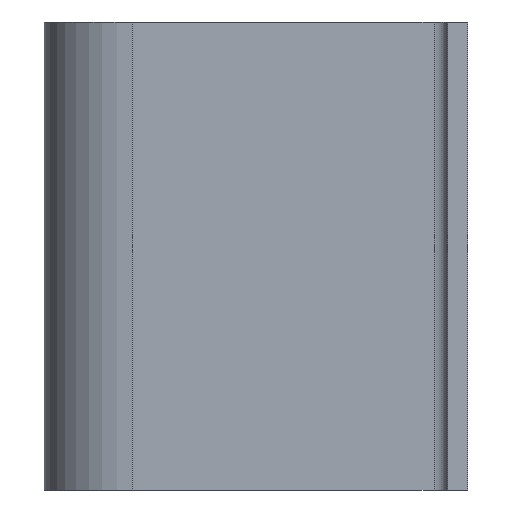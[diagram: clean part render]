
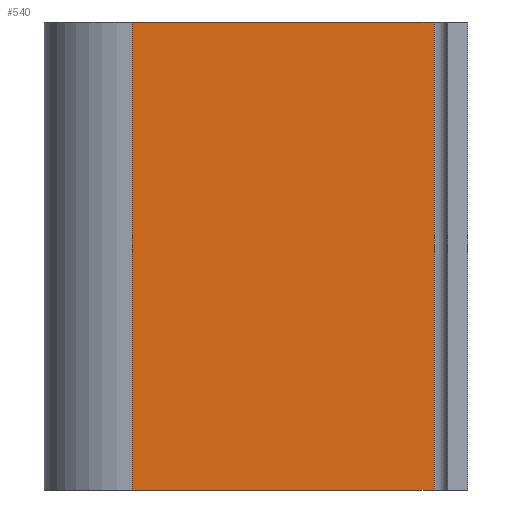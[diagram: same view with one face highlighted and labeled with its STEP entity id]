
A CAD part, left-side view. The second image highlights one B-rep face of the part: STEP entity #540.
In plain terms, the highlighted planar face has unit normal (-1, 0, 0).
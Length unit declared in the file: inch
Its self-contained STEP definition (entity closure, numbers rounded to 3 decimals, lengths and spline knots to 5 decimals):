
#16 = ORIENTED_EDGE ( 'NONE', *, *, #866, .F. ) ;
#31 = CARTESIAN_POINT ( 'NONE',  ( 0.029, 0.099, -0.069 ) ) ;
#69 = DIRECTION ( 'NONE',  ( 0., -1., 0. ) ) ;
#142 = DIRECTION ( 'NONE',  ( 0., 0., -1. ) ) ;
#222 = CARTESIAN_POINT ( 'NONE',  ( 0.029, 0.099, 0.069 ) ) ;
#251 = VECTOR ( 'NONE', #743, 39.37008 ) ;
#272 = VERTEX_POINT ( 'NONE', #543 ) ;
#284 = LINE ( 'NONE', #787, #898 ) ;
#297 = EDGE_CURVE ( 'NONE', #541, #399, #284, .T. ) ;
#303 = ORIENTED_EDGE ( 'NONE', *, *, #297, .F. ) ;
#305 = DIRECTION ( 'NONE',  ( 1., 0., 0. ) ) ;
#307 = EDGE_LOOP ( 'NONE', ( #988, #16, #303, #534 ) ) ;
#387 = CARTESIAN_POINT ( 'NONE',  ( 0.029, 0.099, -0.069 ) ) ;
#399 = VERTEX_POINT ( 'NONE', #874 ) ;
#534 = ORIENTED_EDGE ( 'NONE', *, *, #926, .T. ) ;
#540 = ADVANCED_FACE ( 'NONE', ( #725 ), #881, .F. ) ;
#541 = VERTEX_POINT ( 'NONE', #640 ) ;
#543 = CARTESIAN_POINT ( 'NONE',  ( 0.029, 0.01, -0.069 ) ) ;
#564 = DIRECTION ( 'NONE',  ( 0., 1., 0. ) ) ;
#640 = CARTESIAN_POINT ( 'NONE',  ( 0.029, 0.099, 0.069 ) ) ;
#662 = LINE ( 'NONE', #387, #977 ) ;
#704 = VERTEX_POINT ( 'NONE', #31 ) ;
#712 = DIRECTION ( 'NONE',  ( 0., -1., 0. ) ) ;
#725 = FACE_OUTER_BOUND ( 'NONE', #307, .T. ) ;
#743 = DIRECTION ( 'NONE',  ( 0., 0., -1. ) ) ;
#787 = CARTESIAN_POINT ( 'NONE',  ( 0.029, 0.099, 0.069 ) ) ;
#866 = EDGE_CURVE ( 'NONE', #399, #272, #964, .T. ) ;
#874 = CARTESIAN_POINT ( 'NONE',  ( 0.029, 0.01, 0.069 ) ) ;
#878 = CARTESIAN_POINT ( 'NONE',  ( 0.029, 0.01, 0.069 ) ) ;
#881 = PLANE ( 'NONE',  #1022 ) ;
#898 = VECTOR ( 'NONE', #712, 39.37008 ) ;
#906 = EDGE_CURVE ( 'NONE', #704, #272, #662, .T. ) ;
#926 = EDGE_CURVE ( 'NONE', #541, #704, #1055, .T. ) ;
#964 = LINE ( 'NONE', #878, #251 ) ;
#977 = VECTOR ( 'NONE', #69, 39.37008 ) ;
#988 = ORIENTED_EDGE ( 'NONE', *, *, #906, .T. ) ;
#995 = VECTOR ( 'NONE', #142, 39.37008 ) ;
#1022 = AXIS2_PLACEMENT_3D ( 'NONE', #1048, #305, #564 ) ;
#1048 = CARTESIAN_POINT ( 'NONE',  ( 0.029, 0.099, 0.069 ) ) ;
#1055 = LINE ( 'NONE', #222, #995 ) ;
